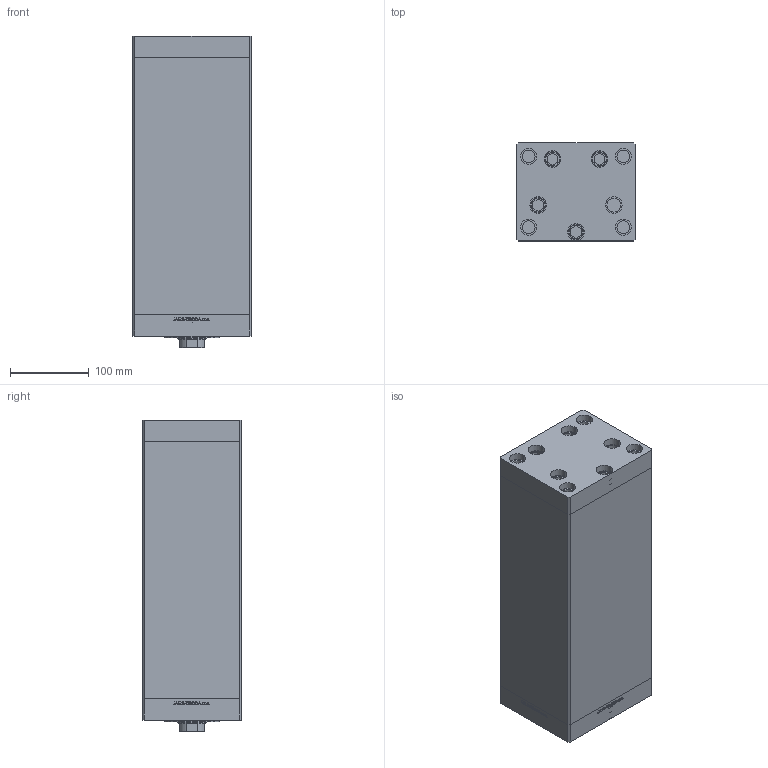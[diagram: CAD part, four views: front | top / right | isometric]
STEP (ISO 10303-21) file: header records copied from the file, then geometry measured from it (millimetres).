
FILE_DESCRIPTION (( 'STEP AP203' ), '1' );
FILE_NAME ('6bc1.STEP', '2024-01-08T18:09:15', ( '' ), ( '' ), 'SwSTEP 2.0', 'SolidWorks 2019', '' );
FILE_SCHEMA (( 'CONFIG_CONTROL_DESIGN' ));
Length unit declared in the file: millimetre
Products named in the file (6): ALLEN BOLT f1a80479fa72de76af64699f68ef0d36; V220C FRONT f1a80479fa72de76af64699f68ef0d36; V220C_C MIDDLE f1a80479fa72de76af64699f68ef0d36; V220C_VC_C f1a80479fa72de76af64699f68ef0d36; V220C BACK_C f1a80479fa72de76af64699f68ef0d36; 6bc1
Assembly tree (13 placements, depth 2):
  6bc1
    ALLEN BOLT f1a80479fa72de76af64699f68ef0d36  x9
    V220C_C MIDDLE f1a80479fa72de76af64699f68ef0d36
    V220C FRONT f1a80479fa72de76af64699f68ef0d36
    V220C_VC_C f1a80479fa72de76af64699f68ef0d36
    V220C BACK_C f1a80479fa72de76af64699f68ef0d36
Bounding box: 150 x 125 x 396 mm (x, y, z)
Volume: 5726836.6 mm3; surface area: 552609.6 mm2
Topology: 13 solids, 13 shells, 1163 faces, 2875 edges, 1887 vertices
Faces by surface type: plane 542, bspline 380, cylinder 159, cone 42, torus 40
Entity records: 48969 total; most frequent: CARTESIAN_POINT 26519, ORIENTED_EDGE 5010, DIRECTION 3261, EDGE_CURVE 2505, VERTEX_POINT 1663, VECTOR 1459, LINE 1459, EDGE_LOOP 1162
